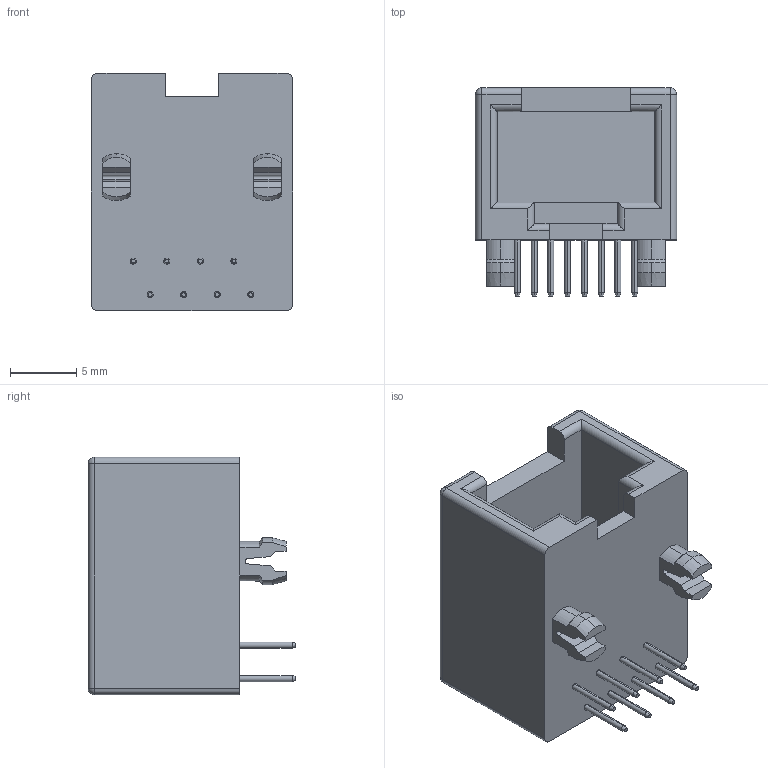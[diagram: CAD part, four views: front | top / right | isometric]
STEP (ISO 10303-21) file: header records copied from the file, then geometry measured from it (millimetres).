
FILE_DESCRIPTION (( 'STEP AP214' ), '1' );
FILE_NAME ('54601-908WPLF.STEP', '2023-06-01T06:52:31', ( '' ), ( '' ), 'SwSTEP 2.0', 'SolidWorks 2021', '' );
FILE_SCHEMA (( 'AUTOMOTIVE_DESIGN' ));
Length unit declared in the file: millimetre
Products named in the file (1): 54601-908WPLF
Bounding box: 15.24 x 15.75 x 18 mm (x, y, z)
Volume: 1974.3 mm3; surface area: 1890.2 mm2
Topology: 9 solids, 9 shells, 139 faces, 323 edges, 200 vertices
Faces by surface type: plane 58, cylinder 49, cone 28, sphere 4
Entity records: 4019 total; most frequent: CARTESIAN_POINT 731, DIRECTION 683, ORIENTED_EDGE 638, EDGE_CURVE 319, AXIS2_PLACEMENT_3D 248, VERTEX_POINT 200, VECTOR 187, LINE 187
